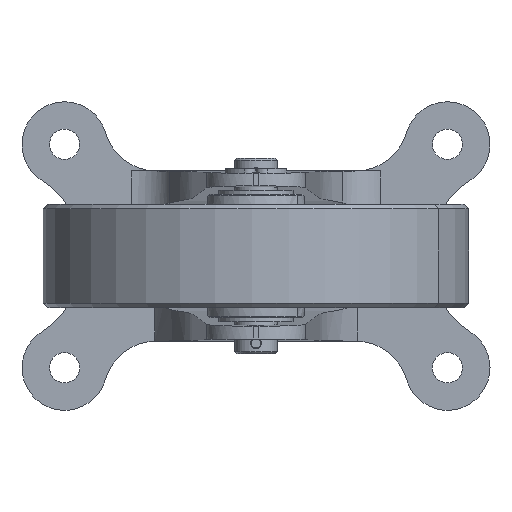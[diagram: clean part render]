
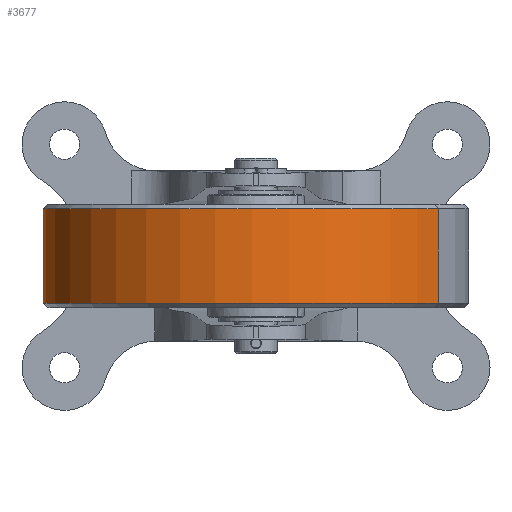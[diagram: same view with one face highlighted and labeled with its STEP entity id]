
A CAD part, front view. The second image highlights one B-rep face of the part: STEP entity #3677.
In plain terms, the highlighted cylindrical face has radius 100 mm (diameter 200 mm), a partial arc.
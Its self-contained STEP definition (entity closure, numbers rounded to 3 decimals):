
#870 = ORIENTED_EDGE ( 'NONE', *, *, #17417, .T. ) ;
#1438 = CIRCLE ( 'NONE', #17516, 100. ) ;
#1524 = ORIENTED_EDGE ( 'NONE', *, *, #6850, .T. ) ;
#2538 = CYLINDRICAL_SURFACE ( 'NONE', #13734, 100. ) ;
#2845 = EDGE_CURVE ( 'NONE', #16900, #14211, #1438, .T. ) ;
#3677 = ADVANCED_FACE ( 'NONE', ( #9636 ), #2538, .T. ) ;
#4048 = VECTOR ( 'NONE', #9153, 1000. ) ;
#4899 = DIRECTION ( 'NONE',  ( 0., 0., 1. ) ) ;
#4920 = VECTOR ( 'NONE', #14050, 1000. ) ;
#5098 = CARTESIAN_POINT ( 'NONE',  ( 85.732, -211.478, -22.25 ) ) ;
#5380 = DIRECTION ( 'NONE',  ( 0., 0., 1. ) ) ;
#5555 = ORIENTED_EDGE ( 'NONE', *, *, #17047, .F. ) ;
#6449 = ORIENTED_EDGE ( 'NONE', *, *, #2845, .T. ) ;
#6728 = CARTESIAN_POINT ( 'NONE',  ( 0., -160., 29. ) ) ;
#6850 = EDGE_CURVE ( 'NONE', #14211, #17991, #16331, .T. ) ;
#7778 = CARTESIAN_POINT ( 'NONE',  ( 85.732, -211.478, 29. ) ) ;
#8441 = CARTESIAN_POINT ( 'NONE',  ( -85.732, -108.522, 29. ) ) ;
#8583 = VERTEX_POINT ( 'NONE', #13419 ) ;
#9153 = DIRECTION ( 'NONE',  ( 0., 0., 1. ) ) ;
#9544 = DIRECTION ( 'NONE',  ( 0.857, -0.515, 0. ) ) ;
#9636 = FACE_OUTER_BOUND ( 'NONE', #11174, .T. ) ;
#10604 = CARTESIAN_POINT ( 'NONE',  ( 0., -160., -22.25 ) ) ;
#11174 = EDGE_LOOP ( 'NONE', ( #5555, #6449, #1524, #870 ) ) ;
#12305 = LINE ( 'NONE', #8441, #4920 ) ;
#13254 = CARTESIAN_POINT ( 'NONE',  ( 85.732, -211.478, 22.25 ) ) ;
#13360 = AXIS2_PLACEMENT_3D ( 'NONE', #14298, #16860, #16959 ) ;
#13419 = CARTESIAN_POINT ( 'NONE',  ( -85.732, -108.522, 22.25 ) ) ;
#13734 = AXIS2_PLACEMENT_3D ( 'NONE', #6728, #5380, #9544 ) ;
#14050 = DIRECTION ( 'NONE',  ( 0., 0., 1. ) ) ;
#14211 = VERTEX_POINT ( 'NONE', #5098 ) ;
#14298 = CARTESIAN_POINT ( 'NONE',  ( 0., -160., 22.25 ) ) ;
#16331 = LINE ( 'NONE', #7778, #4048 ) ;
#16860 = DIRECTION ( 'NONE',  ( 0., 0., -1. ) ) ;
#16900 = VERTEX_POINT ( 'NONE', #17468 ) ;
#16959 = DIRECTION ( 'NONE',  ( -0.857, 0.515, 0. ) ) ;
#17047 = EDGE_CURVE ( 'NONE', #16900, #8583, #12305, .T. ) ;
#17183 = CIRCLE ( 'NONE', #13360, 100. ) ;
#17417 = EDGE_CURVE ( 'NONE', #17991, #8583, #17183, .T. ) ;
#17468 = CARTESIAN_POINT ( 'NONE',  ( -85.732, -108.522, -22.25 ) ) ;
#17516 = AXIS2_PLACEMENT_3D ( 'NONE', #10604, #4899, #17786 ) ;
#17786 = DIRECTION ( 'NONE',  ( 0.857, -0.515, 0. ) ) ;
#17991 = VERTEX_POINT ( 'NONE', #13254 ) ;
